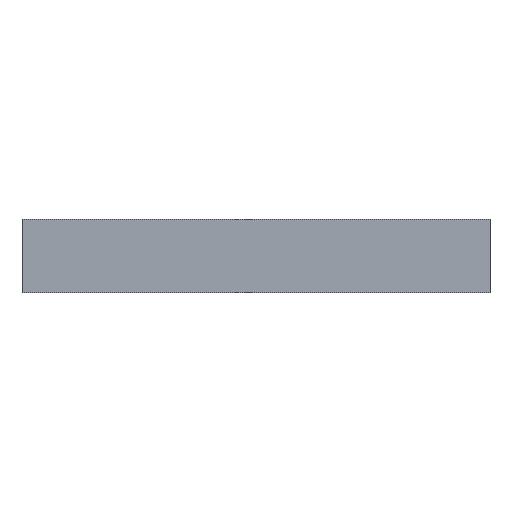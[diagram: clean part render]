
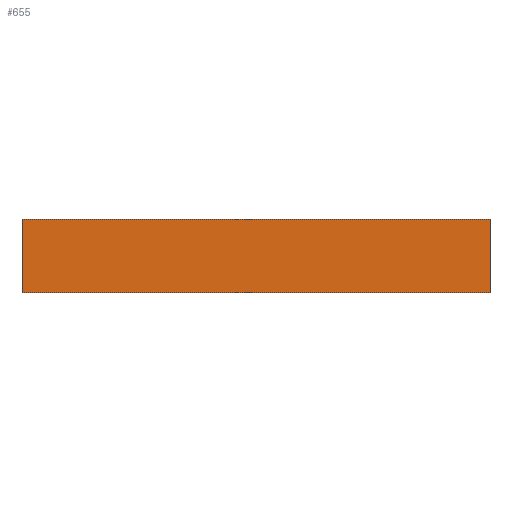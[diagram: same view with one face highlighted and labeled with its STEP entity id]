
A CAD part, left-side view. The second image highlights one B-rep face of the part: STEP entity #655.
In plain terms, the highlighted free-form (B-spline) face has degree [1, 1] with [2, 2] control points.
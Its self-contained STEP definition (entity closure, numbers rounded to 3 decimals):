
#620=(
BOUNDED_SURFACE()
B_SPLINE_SURFACE(1,1,((#621,#622),(#623,#624)),.UNSPECIFIED.,.F.,.F.,.F.)
B_SPLINE_SURFACE_WITH_KNOTS((2,2),(2,2),(0.000,1.000),(0.000,1.000),.UNSPECIFIED.)
GEOMETRIC_REPRESENTATION_ITEM()
RATIONAL_B_SPLINE_SURFACE(((1.,1.),(1.,1.)))
REPRESENTATION_ITEM('')
SURFACE()
);
#621=CARTESIAN_POINT('',(0.,0.,5.));
#622=CARTESIAN_POINT('',(0.,0.,0.));
#623=CARTESIAN_POINT('',(0.,32.,5.));
#624=CARTESIAN_POINT('',(0.,32.,0.));
#625=CARTESIAN_POINT('',(0.,0.,0.));
#626=VERTEX_POINT('',#625);
#627=(
BOUNDED_CURVE()
B_SPLINE_CURVE(1,(#628,#629),.UNSPECIFIED.,.F.,.F.)
B_SPLINE_CURVE_WITH_KNOTS((2,2),(0.000,1.000),.UNSPECIFIED.)
CURVE()
GEOMETRIC_REPRESENTATION_ITEM()
RATIONAL_B_SPLINE_CURVE((1.,1.))
REPRESENTATION_ITEM('')
);
#628=CARTESIAN_POINT('',(0.,0.,0.));
#629=CARTESIAN_POINT('',(0.,32.,0.));
#630=CARTESIAN_POINT('',(0.,32.,0.));
#631=VERTEX_POINT('',#630);
#632=EDGE_CURVE('',#626,#631,#627,.T.);
#633=ORIENTED_EDGE('',*,*,#632,.T.);
#634=(
BOUNDED_CURVE()
B_SPLINE_CURVE(1,(#635,#636),.UNSPECIFIED.,.F.,.F.)
B_SPLINE_CURVE_WITH_KNOTS((2,2),(0.000,1.000),.UNSPECIFIED.)
CURVE()
GEOMETRIC_REPRESENTATION_ITEM()
RATIONAL_B_SPLINE_CURVE((1.,1.))
REPRESENTATION_ITEM('')
);
#635=CARTESIAN_POINT('',(0.,32.,0.));
#636=CARTESIAN_POINT('',(0.,32.,5.));
#637=CARTESIAN_POINT('',(0.,32.,5.));
#638=VERTEX_POINT('',#637);
#639=EDGE_CURVE('',#631,#638,#634,.T.);
#640=ORIENTED_EDGE('',*,*,#639,.T.);
#641=(
BOUNDED_CURVE()
B_SPLINE_CURVE(1,(#642,#643),.UNSPECIFIED.,.F.,.F.)
B_SPLINE_CURVE_WITH_KNOTS((2,2),(0.000,1.000),.UNSPECIFIED.)
CURVE()
GEOMETRIC_REPRESENTATION_ITEM()
RATIONAL_B_SPLINE_CURVE((1.,1.))
REPRESENTATION_ITEM('')
);
#642=CARTESIAN_POINT('',(0.,32.,5.));
#643=CARTESIAN_POINT('',(0.,0.,5.));
#644=CARTESIAN_POINT('',(0.,0.,5.));
#645=VERTEX_POINT('',#644);
#646=EDGE_CURVE('',#638,#645,#641,.T.);
#647=ORIENTED_EDGE('',*,*,#646,.T.);
#648=(
BOUNDED_CURVE()
B_SPLINE_CURVE(1,(#649,#650),.UNSPECIFIED.,.F.,.F.)
B_SPLINE_CURVE_WITH_KNOTS((2,2),(0.000,1.000),.UNSPECIFIED.)
CURVE()
GEOMETRIC_REPRESENTATION_ITEM()
RATIONAL_B_SPLINE_CURVE((1.,1.))
REPRESENTATION_ITEM('')
);
#649=CARTESIAN_POINT('',(0.,0.,5.));
#650=CARTESIAN_POINT('',(0.,0.,0.));
#651=EDGE_CURVE('',#645,#626,#648,.T.);
#652=ORIENTED_EDGE('',*,*,#651,.T.);
#653=EDGE_LOOP('',(#633,#640,#647,#652));
#654=FACE_OUTER_BOUND('',#653,.T.);
#655=ADVANCED_FACE('',(#654),#620,.T.);
